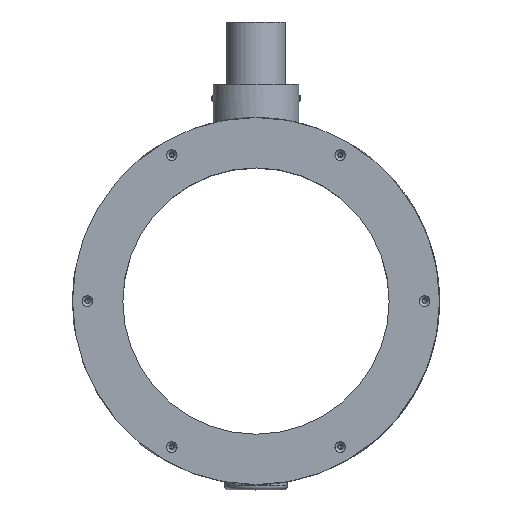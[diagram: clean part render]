
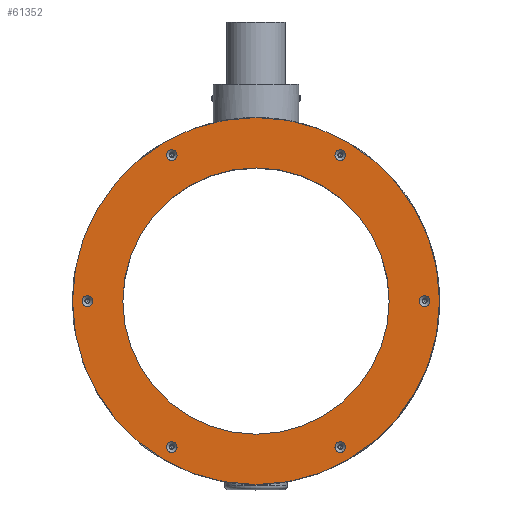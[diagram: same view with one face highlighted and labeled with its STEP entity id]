
A CAD part, top view. The second image highlights one B-rep face of the part: STEP entity #61352.
In plain terms, the highlighted planar face has unit normal (0, 0, 1).
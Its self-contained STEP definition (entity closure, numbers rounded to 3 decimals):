
#1391 = DIRECTION ( 'NONE',  ( 0., 0., 1. ) ) ;
#1442 = ORIENTED_EDGE ( 'NONE', *, *, #76345, .F. ) ;
#3354 = CARTESIAN_POINT ( 'NONE',  ( 107.925, -186.932, 109. ) ) ;
#5934 = DIRECTION ( 'NONE',  ( 0., 0., 1. ) ) ;
#6757 = CARTESIAN_POINT ( 'NONE',  ( -208.995, 0., 109. ) ) ;
#9370 = CARTESIAN_POINT ( 'NONE',  ( -215.85, 0., 109. ) ) ;
#9374 = VERTEX_POINT ( 'NONE', #25885 ) ;
#11833 = FACE_BOUND ( 'NONE', #36439, .T. ) ;
#14297 = VERTEX_POINT ( 'NONE', #41239 ) ;
#15443 = EDGE_CURVE ( 'NONE', #85652, #85652, #86423, .T. ) ;
#15841 = CIRCLE ( 'NONE', #30979, 6.855 ) ;
#17430 = EDGE_LOOP ( 'NONE', ( #81020, #84326 ) ) ;
#18019 = DIRECTION ( 'NONE',  ( 1., 0., 0. ) ) ;
#18498 = EDGE_CURVE ( 'NONE', #38824, #9374, #29142, .T. ) ;
#19843 = FACE_BOUND ( 'NONE', #45888, .T. ) ;
#21667 = CARTESIAN_POINT ( 'NONE',  ( 0., 0., 109. ) ) ;
#23078 = DIRECTION ( 'NONE',  ( 1., 0., 0. ) ) ;
#24800 = ORIENTED_EDGE ( 'NONE', *, *, #54770, .F. ) ;
#25321 = EDGE_CURVE ( 'NONE', #30028, #30028, #52191, .T. ) ;
#25857 = CARTESIAN_POINT ( 'NONE',  ( -107.925, -186.932, 109. ) ) ;
#25885 = CARTESIAN_POINT ( 'NONE',  ( 0., 235., 109. ) ) ;
#27070 = VERTEX_POINT ( 'NONE', #92149 ) ;
#27427 = FACE_BOUND ( 'NONE', #64604, .T. ) ;
#28723 = CARTESIAN_POINT ( 'NONE',  ( 107.925, 186.932, 109. ) ) ;
#29142 = CIRCLE ( 'NONE', #59275, 235. ) ;
#29847 = CARTESIAN_POINT ( 'NONE',  ( 0., 0., 109. ) ) ;
#30028 = VERTEX_POINT ( 'NONE', #38026 ) ;
#30979 = AXIS2_PLACEMENT_3D ( 'NONE', #28723, #65067, #86725 ) ;
#31660 = AXIS2_PLACEMENT_3D ( 'NONE', #3354, #83056, #67118 ) ;
#31767 = EDGE_CURVE ( 'NONE', #54965, #54965, #81343, .T. ) ;
#32189 = ORIENTED_EDGE ( 'NONE', *, *, #15443, .F. ) ;
#33589 = FACE_BOUND ( 'NONE', #78667, .T. ) ;
#35267 = CIRCLE ( 'NONE', #74476, 6.855 ) ;
#36439 = EDGE_LOOP ( 'NONE', ( #89860 ) ) ;
#37041 = AXIS2_PLACEMENT_3D ( 'NONE', #25857, #62654, #53762 ) ;
#38026 = CARTESIAN_POINT ( 'NONE',  ( 222.705, 0., 109. ) ) ;
#38272 = DIRECTION ( 'NONE',  ( 0., 0., 1. ) ) ;
#38551 = CARTESIAN_POINT ( 'NONE',  ( 0., -235., 109. ) ) ;
#38824 = VERTEX_POINT ( 'NONE', #38551 ) ;
#40186 = ORIENTED_EDGE ( 'NONE', *, *, #25321, .F. ) ;
#41123 = FACE_BOUND ( 'NONE', #48729, .T. ) ;
#41239 = CARTESIAN_POINT ( 'NONE',  ( 114.78, 186.932, 109. ) ) ;
#44840 = DIRECTION ( 'NONE',  ( 0., 0., 1. ) ) ;
#45888 = EDGE_LOOP ( 'NONE', ( #40186 ) ) ;
#46114 = ORIENTED_EDGE ( 'NONE', *, *, #46487, .F. ) ;
#46487 = EDGE_CURVE ( 'NONE', #91678, #91678, #35267, .T. ) ;
#46843 = VERTEX_POINT ( 'NONE', #89721 ) ;
#47310 = DIRECTION ( 'NONE',  ( 0., 0., 1. ) ) ;
#48729 = EDGE_LOOP ( 'NONE', ( #32189 ) ) ;
#49865 = CARTESIAN_POINT ( 'NONE',  ( -101.07, 186.932, 109. ) ) ;
#52191 = CIRCLE ( 'NONE', #55113, 6.855 ) ;
#53324 = EDGE_CURVE ( 'NONE', #14297, #14297, #15841, .T. ) ;
#53762 = DIRECTION ( 'NONE',  ( 1., 0., 0. ) ) ;
#54770 = EDGE_CURVE ( 'NONE', #27070, #27070, #67216, .T. ) ;
#54965 = VERTEX_POINT ( 'NONE', #89380 ) ;
#55113 = AXIS2_PLACEMENT_3D ( 'NONE', #59062, #38272, #87319 ) ;
#55293 = CARTESIAN_POINT ( 'NONE',  ( 0., 0., 109. ) ) ;
#56950 = DIRECTION ( 'NONE',  ( 1., 0., 0. ) ) ;
#57097 = CIRCLE ( 'NONE', #69126, 170.5 ) ;
#59062 = CARTESIAN_POINT ( 'NONE',  ( 215.85, 0., 109. ) ) ;
#59275 = AXIS2_PLACEMENT_3D ( 'NONE', #73591, #44840, #79726 ) ;
#61352 = ADVANCED_FACE ( 'NONE', ( #41123, #11833, #19843, #76496, #27427, #33589, #62377, #83115 ), #91099, .T. ) ;
#62377 = FACE_BOUND ( 'NONE', #77290, .T. ) ;
#62654 = DIRECTION ( 'NONE',  ( 0., 0., 1. ) ) ;
#63615 = AXIS2_PLACEMENT_3D ( 'NONE', #21667, #85825, #93372 ) ;
#64604 = EDGE_LOOP ( 'NONE', ( #24800 ) ) ;
#65067 = DIRECTION ( 'NONE',  ( 0., 0., 1. ) ) ;
#67118 = DIRECTION ( 'NONE',  ( 1., 0., 0. ) ) ;
#67216 = CIRCLE ( 'NONE', #37041, 6.855 ) ;
#69126 = AXIS2_PLACEMENT_3D ( 'NONE', #29847, #72774, #85958 ) ;
#69654 = CIRCLE ( 'NONE', #63615, 235. ) ;
#72256 = EDGE_LOOP ( 'NONE', ( #82544 ) ) ;
#72774 = DIRECTION ( 'NONE',  ( 0., 0., 1. ) ) ;
#73591 = CARTESIAN_POINT ( 'NONE',  ( 0., 0., 109. ) ) ;
#74476 = AXIS2_PLACEMENT_3D ( 'NONE', #9370, #1391, #23078 ) ;
#75102 = EDGE_CURVE ( 'NONE', #9374, #38824, #69654, .T. ) ;
#76345 = EDGE_CURVE ( 'NONE', #46843, #46843, #57097, .T. ) ;
#76496 = FACE_BOUND ( 'NONE', #72256, .T. ) ;
#77290 = EDGE_LOOP ( 'NONE', ( #1442 ) ) ;
#78667 = EDGE_LOOP ( 'NONE', ( #46114 ) ) ;
#78886 = AXIS2_PLACEMENT_3D ( 'NONE', #91324, #5934, #56950 ) ;
#79726 = DIRECTION ( 'NONE',  ( 1., 0., 0. ) ) ;
#81020 = ORIENTED_EDGE ( 'NONE', *, *, #18498, .T. ) ;
#81343 = CIRCLE ( 'NONE', #31660, 6.855 ) ;
#82544 = ORIENTED_EDGE ( 'NONE', *, *, #31767, .F. ) ;
#83056 = DIRECTION ( 'NONE',  ( 0., 0., 1. ) ) ;
#83115 = FACE_OUTER_BOUND ( 'NONE', #17430, .T. ) ;
#84326 = ORIENTED_EDGE ( 'NONE', *, *, #75102, .T. ) ;
#85652 = VERTEX_POINT ( 'NONE', #49865 ) ;
#85825 = DIRECTION ( 'NONE',  ( 0., 0., 1. ) ) ;
#85958 = DIRECTION ( 'NONE',  ( 1., 0., 0. ) ) ;
#86423 = CIRCLE ( 'NONE', #78886, 6.855 ) ;
#86725 = DIRECTION ( 'NONE',  ( 1., 0., 0. ) ) ;
#87319 = DIRECTION ( 'NONE',  ( 1., 0., 0. ) ) ;
#89380 = CARTESIAN_POINT ( 'NONE',  ( 114.78, -186.932, 109. ) ) ;
#89721 = CARTESIAN_POINT ( 'NONE',  ( 170.5, 0., 109. ) ) ;
#89860 = ORIENTED_EDGE ( 'NONE', *, *, #53324, .F. ) ;
#90117 = AXIS2_PLACEMENT_3D ( 'NONE', #55293, #47310, #18019 ) ;
#91099 = PLANE ( 'NONE',  #90117 ) ;
#91324 = CARTESIAN_POINT ( 'NONE',  ( -107.925, 186.932, 109. ) ) ;
#91678 = VERTEX_POINT ( 'NONE', #6757 ) ;
#92149 = CARTESIAN_POINT ( 'NONE',  ( -101.07, -186.932, 109. ) ) ;
#93372 = DIRECTION ( 'NONE',  ( 1., 0., 0. ) ) ;
